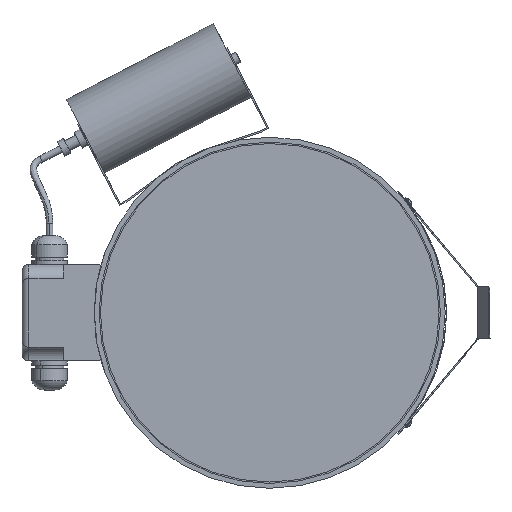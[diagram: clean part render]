
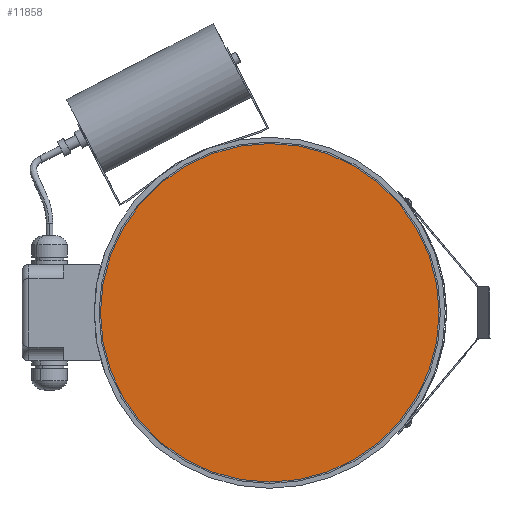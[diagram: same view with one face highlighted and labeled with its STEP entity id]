
A CAD part, left-side view. The second image highlights one B-rep face of the part: STEP entity #11858.
In plain terms, the highlighted planar face has unit normal (-1, 0, 0).
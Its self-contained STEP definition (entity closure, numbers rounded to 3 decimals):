
#3531 = CARTESIAN_POINT ( 'NONE',  ( -80.041, 0., -123. ) ) ;
#3532 = DIRECTION ( 'NONE',  ( 0., 0., -1. ) ) ;
#3533 = DIRECTION ( 'NONE',  ( 1., 0., 0. ) ) ;
#3534 = CARTESIAN_POINT ( 'NONE',  ( -80.041, 0., 0. ) ) ;
#3535 = AXIS2_PLACEMENT_3D ( 'NONE', #3534, #3533, #3532 ) ;
#3536 = CIRCLE ( 'NONE', #3535, 123. ) ;
#3537 = CARTESIAN_POINT ( 'NONE',  ( -80.041, 0., 123. ) ) ;
#3836 = DIRECTION ( 'NONE',  ( 0., 0., -1. ) ) ;
#3837 = DIRECTION ( 'NONE',  ( 1., 0., 0. ) ) ;
#3838 = CARTESIAN_POINT ( 'NONE',  ( -80.041, 0., 0. ) ) ;
#3839 = AXIS2_PLACEMENT_3D ( 'NONE', #3838, #3837, #3836 ) ;
#3845 = CIRCLE ( 'NONE', #3839, 123. ) ;
#4095 = FACE_OUTER_BOUND ( 'NONE', #11859, .T. ) ;
#4152 = DIRECTION ( 'NONE',  ( 0., 0., -1. ) ) ;
#4153 = DIRECTION ( 'NONE',  ( 1., 0., 0. ) ) ;
#4154 = AXIS2_PLACEMENT_3D ( 'NONE', #4156, #4153, #4152 ) ;
#4156 = CARTESIAN_POINT ( 'NONE',  ( -80.041, 0., 0. ) ) ;
#4157 = PLANE ( 'NONE',  #4154 ) ;
#11510 = VERTEX_POINT ( 'NONE', #3537 ) ;
#11512 = EDGE_CURVE ( 'NONE', #11510, #11513, #3536, .T. ) ;
#11513 = VERTEX_POINT ( 'NONE', #3531 ) ;
#11690 = EDGE_CURVE ( 'NONE', #11513, #11510, #3845, .T. ) ;
#11858 = ADVANCED_FACE ( 'NONE', ( #4095 ), #4157, .F. ) ;
#11859 = EDGE_LOOP ( 'NONE', ( #11860, #11861 ) ) ;
#11860 = ORIENTED_EDGE ( 'NONE', *, *, #11690, .F. ) ;
#11861 = ORIENTED_EDGE ( 'NONE', *, *, #11512, .F. ) ;
